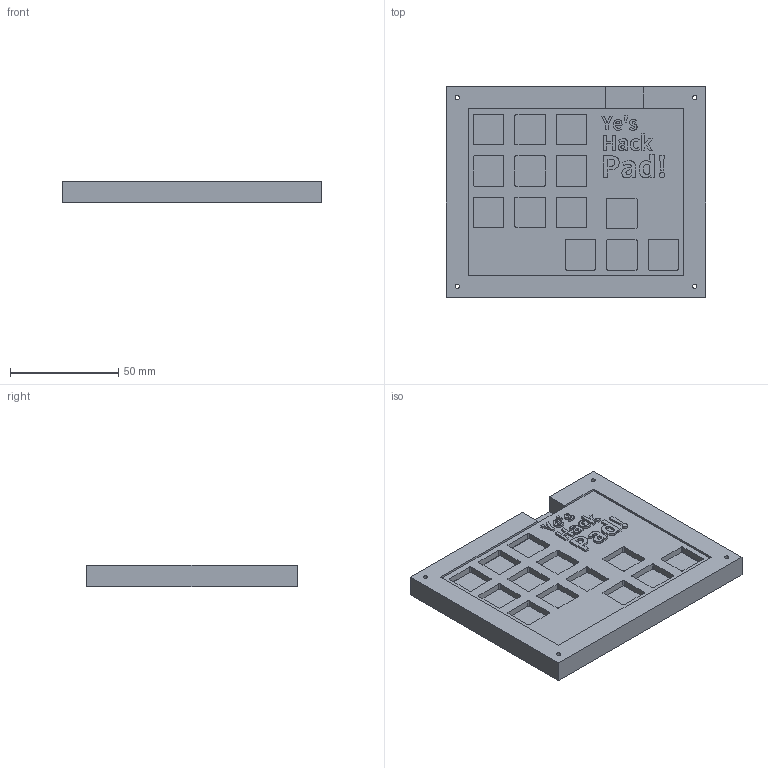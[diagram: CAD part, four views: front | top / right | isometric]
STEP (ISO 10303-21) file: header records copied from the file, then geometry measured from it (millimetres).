
FILE_DESCRIPTION(/* description */ ('STEP AP242','CAx-IF Rec.Pracs.---Representation and Presentation of Product Manufacturing Information (PMI)---4.0---2014-10-13','CAx-IF Rec.Pracs.---3D Tessellated Geometry---0.4---2014-09-14','2;1'),/* implementation_level */ '2;1');
FILE_NAME(/* name */ '6716be056cf99a37f1e892f7',/* time_stamp */ '2024-10-21T20:48:06Z',/* author */ (''),/* organization */ (''),/* preprocessor_version */ 'ST-DEVELOPER v20',/* originating_system */ ' ',/* authorisation */ ' ');
FILE_SCHEMA (('AP242_MANAGED_MODEL_BASED_3D_ENGINEERING_MIM_LF { 1 0 10303 442 1 1 4 }'));
Length unit declared in the file: metre
Products named in the file (2): Hackpad_PCB; Part 2
Bounding box: 119.5 x 97 x 10 mm (x, y, z)
Volume: 88068.2 mm3; surface area: 58047 mm2
Topology: 2 solids, 2 shells, 402 faces, 1134 edges, 754 vertices
Faces by surface type: plane 182, cylinder 154, bspline 66
Full cylindrical faces by diameter (mm): 0.73 x18, 1 x14, 1.524 x26, 1.702 x26, 2 x4, 3.988 x13
Entity records: 13597 total; most frequent: CARTESIAN_POINT 3031, ORIENTED_EDGE 2066, DIRECTION 1897, EDGE_CURVE 1033, VERTEX_POINT 754, EDGE_LOOP 749, FACE_BOUND 749, AXIS2_PLACEMENT_3D 652
